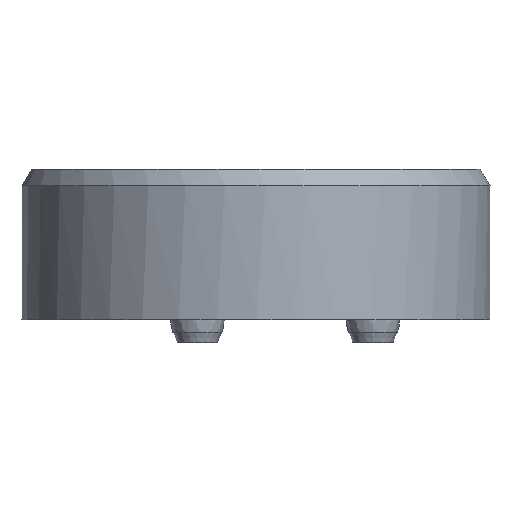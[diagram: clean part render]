
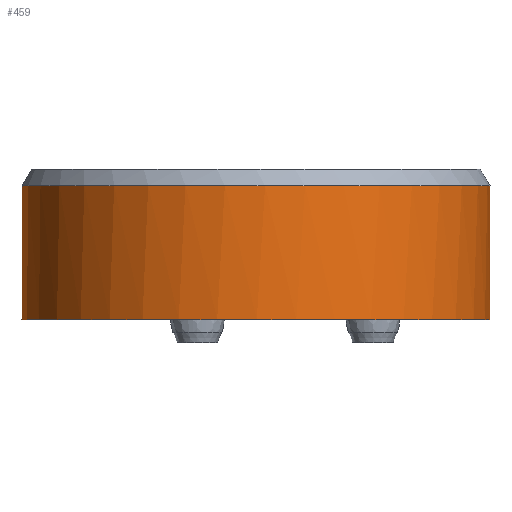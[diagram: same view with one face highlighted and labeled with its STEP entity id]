
A CAD part, left-side view. The second image highlights one B-rep face of the part: STEP entity #459.
In plain terms, the highlighted cylindrical face has radius 35 mm (diameter 70 mm), a full revolution.
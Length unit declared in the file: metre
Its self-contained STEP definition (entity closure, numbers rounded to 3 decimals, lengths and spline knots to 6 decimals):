
#459 = ADVANCED_FACE( '', ( #1199, #1200 ), #1201, .T. );
#1199 = FACE_OUTER_BOUND( '', #2305, .T. );
#1200 = FACE_OUTER_BOUND( '', #2306, .T. );
#1201 = CYLINDRICAL_SURFACE( '', #2307, 0.035 );
#2305 = EDGE_LOOP( '', ( #4006 ) );
#2306 = EDGE_LOOP( '', ( #4007, #4008, #4009, #4010 ) );
#2307 = AXIS2_PLACEMENT_3D( '', #4011, #4012, #4013 );
#4006 = ORIENTED_EDGE( '', *, *, #6536, .T. );
#4007 = ORIENTED_EDGE( '', *, *, #6537, .F. );
#4008 = ORIENTED_EDGE( '', *, *, #6538, .T. );
#4009 = ORIENTED_EDGE( '', *, *, #6539, .T. );
#4010 = ORIENTED_EDGE( '', *, *, #6540, .T. );
#4011 = CARTESIAN_POINT( '', ( 0., 0., 0.0205 ) );
#4012 = DIRECTION( '', ( 0., 0., 1. ) );
#4013 = DIRECTION( '', ( -1., 0., 0. ) );
#6536 = EDGE_CURVE( '', #7945, #7945, #7946, .F. );
#6537 = EDGE_CURVE( '', #7947, #7948, #7949, .T. );
#6538 = EDGE_CURVE( '', #7947, #7950, #7951, .T. );
#6539 = EDGE_CURVE( '', #7950, #7952, #7953, .T. );
#6540 = EDGE_CURVE( '', #7952, #7948, #7954, .T. );
#7945 = VERTEX_POINT( '', #10021 );
#7946 = CIRCLE( '', #10022, 0.035 );
#7947 = VERTEX_POINT( '', #10023 );
#7948 = VERTEX_POINT( '', #10024 );
#7949 = LINE( '', #10025, #10026 );
#7950 = VERTEX_POINT( '', #10027 );
#7951 = CIRCLE( '', #10028, 0.035 );
#7952 = VERTEX_POINT( '', #10029 );
#7953 = LINE( '', #10030, #10031 );
#7954 = CIRCLE( '', #10032, 0.035 );
#10021 = CARTESIAN_POINT( '', ( 0.035, 0., 0.018 ) );
#10022 = AXIS2_PLACEMENT_3D( '', #11470, #11471, #11472 );
#10023 = CARTESIAN_POINT( '', ( 0.025184, 0.024306, -0.002 ) );
#10024 = CARTESIAN_POINT( '', ( 0.025184, 0.024306, 0.01775 ) );
#10025 = CARTESIAN_POINT( '', ( 0.025184, 0.024306, -0.002 ) );
#10026 = VECTOR( '', #11473, 1. );
#10027 = CARTESIAN_POINT( '', ( 0.031954, -0.014281, -0.002 ) );
#10028 = AXIS2_PLACEMENT_3D( '', #11474, #11475, #11476 );
#10029 = CARTESIAN_POINT( '', ( 0.031954, -0.014281, 0.01775 ) );
#10030 = CARTESIAN_POINT( '', ( 0.031954, -0.014281, -0.002 ) );
#10031 = VECTOR( '', #11477, 1. );
#10032 = AXIS2_PLACEMENT_3D( '', #11478, #11479, #11480 );
#11470 = CARTESIAN_POINT( '', ( 0., 0., 0.018 ) );
#11471 = DIRECTION( '', ( 0., 0., 1. ) );
#11472 = DIRECTION( '', ( 1., 0., 0. ) );
#11473 = DIRECTION( '', ( 0., 0., 1. ) );
#11474 = CARTESIAN_POINT( '', ( 0., 0., -0.002 ) );
#11475 = DIRECTION( '', ( 0., 0., 1. ) );
#11476 = DIRECTION( '', ( 1., 0., 0. ) );
#11477 = DIRECTION( '', ( 0., 0., 1. ) );
#11478 = CARTESIAN_POINT( '', ( 0., 0., 0.01775 ) );
#11479 = DIRECTION( '', ( 0., 0., 1. ) );
#11480 = DIRECTION( '', ( 0.913, -0.408, 0. ) );
